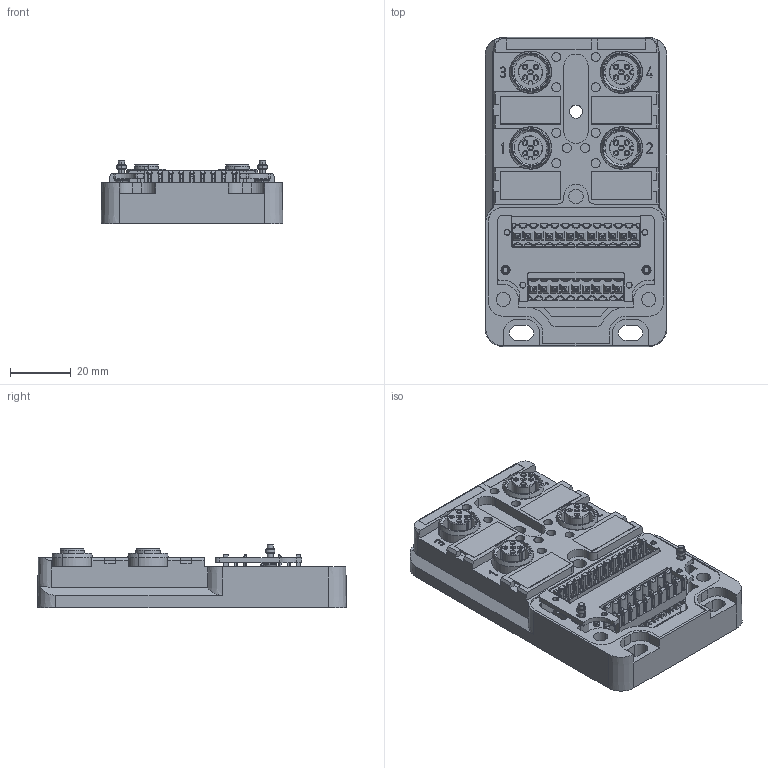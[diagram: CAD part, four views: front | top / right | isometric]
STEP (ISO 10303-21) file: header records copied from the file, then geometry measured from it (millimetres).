
FILE_DESCRIPTION(('CATIA V5 STEP Exchange','CAx-IF Rec.Pracs.--- Model Styling and Organization---1.4--- 2014-01-23'),'2;1');
FILE_NAME ('022325-4_0', '2020-10-07T07:31:36+00:00', ('none'), ('Weidmueller'), 'CATIA Version 5-6 Release 2016 SP3 HF44', 'CATIA V5 STEP AP214', 'none');
FILE_SCHEMA(('AUTOMOTIVE_DESIGN { 1 0 10303 214 1 1 1 1 }'));
Products named in the file (1): 1806011000
Bounding box: 60 x 102 x 20.9 mm (x, y, z)
Volume: 74950 mm3; surface area: 43052.1 mm2
Topology: 45 solids, 45 shells, 5381 faces, 15746 edges, 10574 vertices
Faces by surface type: plane 3334, cylinder 1286, torus 384, cone 218, bspline 147, sphere 12
Entity records: 172118 total; most frequent: CARTESIAN_POINT 43392, ORIENTED_EDGE 31468, DIRECTION 19225, EDGE_CURVE 15734, VERTEX_POINT 10574, VECTOR 9833, LINE 9833, AXIS2_PLACEMENT_3D 6078
